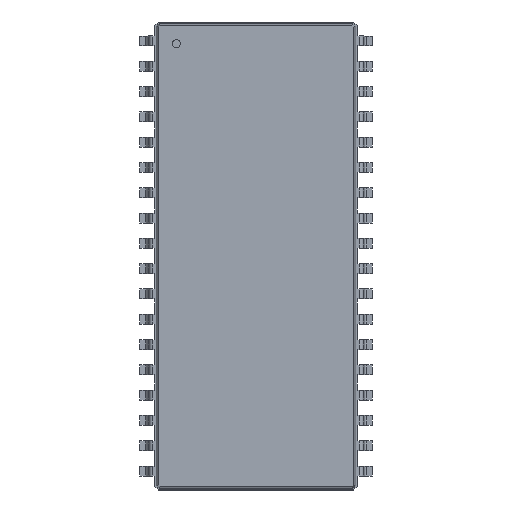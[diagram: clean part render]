
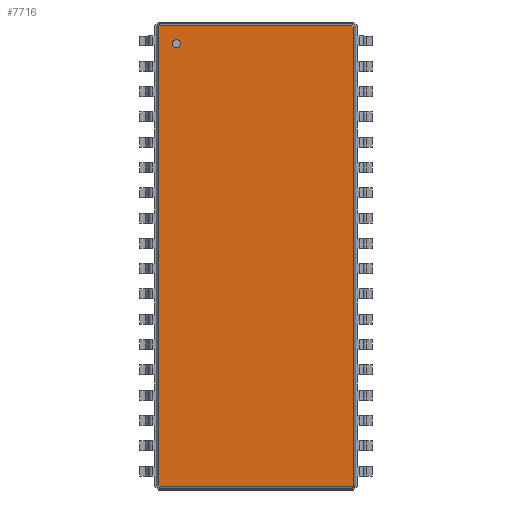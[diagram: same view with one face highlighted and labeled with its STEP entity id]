
A CAD part, top view. The second image highlights one B-rep face of the part: STEP entity #7716.
In plain terms, the highlighted planar face has unit normal (0, 0, 1).
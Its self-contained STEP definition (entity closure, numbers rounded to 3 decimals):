
#13=DIRECTION('',(0.,0.,1.));
#27=VECTOR('',#28,1.);
#28=DIRECTION('',(1.,0.,0.));
#51=VECTOR('',#52,1.);
#52=DIRECTION('',(0.707,-0.707,0.));
#58=VECTOR('',#59,1.);
#59=DIRECTION('',(0.,-1.,0.));
#65=VECTOR('',#66,1.);
#66=DIRECTION('',(-0.707,-0.707,0.));
#72=VECTOR('',#73,1.);
#73=DIRECTION('',(-1.,0.,0.));
#79=VECTOR('',#80,1.);
#80=DIRECTION('',(-0.707,0.707,0.));
#86=VECTOR('',#87,1.);
#87=DIRECTION('',(0.,1.,0.));
#91=VECTOR('',#92,1.);
#92=DIRECTION('',(0.707,0.707,0.));
#2221=VERTEX_POINT('',#2222);
#2222=CARTESIAN_POINT('',(-4.894,11.48,1.6));
#2224=ORIENTED_EDGE('',*,*,#2225,.F.);
#2225=EDGE_CURVE('',#2226,#2221,#2228,.T.);
#2226=VERTEX_POINT('',#2227);
#2227=CARTESIAN_POINT('',(-4.894,-11.48,1.6));
#2228=LINE('',#2227,#86);
#2239=VERTEX_POINT('',#2240);
#2240=CARTESIAN_POINT('',(-4.812,11.562,1.6));
#2242=ORIENTED_EDGE('',*,*,#2243,.F.);
#2243=EDGE_CURVE('',#2221,#2239,#2244,.T.);
#2244=LINE('',#2222,#91);
#2253=VERTEX_POINT('',#2254);
#2254=CARTESIAN_POINT('',(4.812,11.562,1.6));
#2256=ORIENTED_EDGE('',*,*,#2257,.F.);
#2257=EDGE_CURVE('',#2239,#2253,#2258,.T.);
#2258=LINE('',#2240,#27);
#2267=VERTEX_POINT('',#2268);
#2268=CARTESIAN_POINT('',(4.894,11.48,1.6));
#2270=ORIENTED_EDGE('',*,*,#2271,.F.);
#2271=EDGE_CURVE('',#2253,#2267,#2272,.T.);
#2272=LINE('',#2254,#51);
#2425=VERTEX_POINT('',#2426);
#2426=CARTESIAN_POINT('',(4.894,-11.48,1.6));
#2428=ORIENTED_EDGE('',*,*,#2429,.F.);
#2429=EDGE_CURVE('',#2267,#2425,#2430,.T.);
#2430=LINE('',#2268,#58);
#7716=ADVANCED_FACE('',(#7717,#7732),#7742,.T.);
#7717=FACE_BOUND('',#7718,.T.);
#7718=EDGE_LOOP('',(#2256,#2242,#2224,#7719,#7724,#7729,#2428,#2270));
#7719=ORIENTED_EDGE('',*,*,#7720,.F.);
#7720=EDGE_CURVE('',#7721,#2226,#7723,.T.);
#7721=VERTEX_POINT('',#7722);
#7722=CARTESIAN_POINT('',(-4.812,-11.562,1.6));
#7723=LINE('',#7722,#79);
#7724=ORIENTED_EDGE('',*,*,#7725,.F.);
#7725=EDGE_CURVE('',#7726,#7721,#7728,.T.);
#7726=VERTEX_POINT('',#7727);
#7727=CARTESIAN_POINT('',(4.812,-11.562,1.6));
#7728=LINE('',#7727,#72);
#7729=ORIENTED_EDGE('',*,*,#7730,.F.);
#7730=EDGE_CURVE('',#2425,#7726,#7731,.T.);
#7731=LINE('',#2426,#65);
#7732=FACE_BOUND('',#7733,.T.);
#7733=EDGE_LOOP('',(#7734));
#7734=ORIENTED_EDGE('',*,*,#7735,.T.);
#7735=EDGE_CURVE('',#7736,#7736,#7738,.T.);
#7736=VERTEX_POINT('',#7737);
#7737=CARTESIAN_POINT('',(-3.994,10.462,1.6));
#7738=CIRCLE('',#7739,0.2);
#7739=AXIS2_PLACEMENT_3D('',#7740,#7741,#59);
#7740=CARTESIAN_POINT('',(-3.994,10.662,1.6));
#7741=DIRECTION('',(0.,-0.,-1.));
#7742=PLANE('',#7743);
#7743=AXIS2_PLACEMENT_3D('',#2240,#13,#7744);
#7744=DIRECTION('',(0.384,-0.923,0.));
